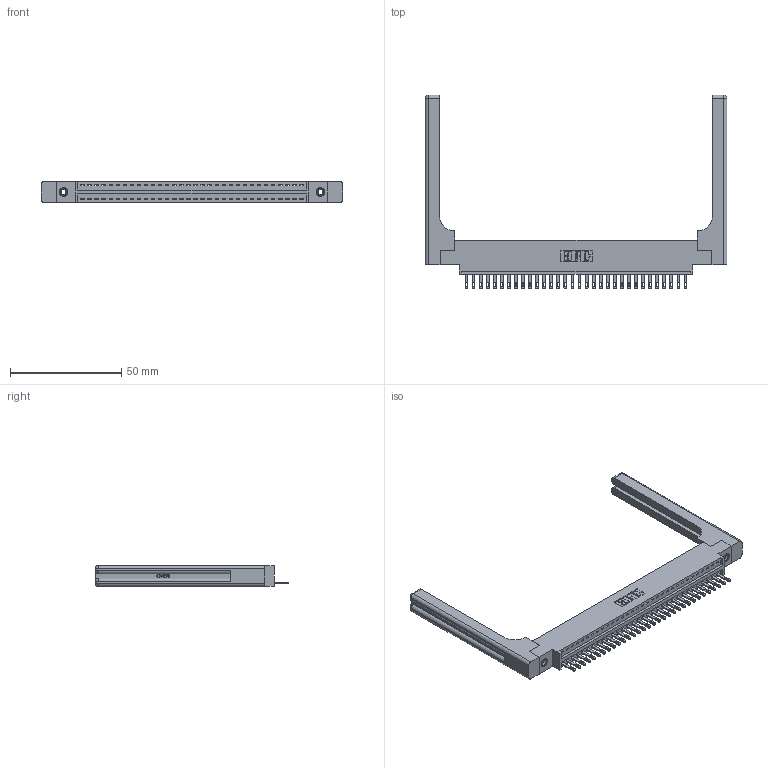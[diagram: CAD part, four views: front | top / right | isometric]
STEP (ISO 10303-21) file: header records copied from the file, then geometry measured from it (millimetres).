
FILE_DESCRIPTION (( 'STEP AP203' ), '1' );
FILE_NAME ('346-032-500-658.STEP', '2022-05-06T17:47:14', ( '' ), ( '' ), 'SwSTEP 2.0', 'SolidWorks 2020', '' );
FILE_SCHEMA (( 'CONFIG_CONTROL_DESIGN' ));
Length unit declared in the file: inch
Products named in the file (5): 346 Part_0.170 Offset - 0.156 Dia-TH; 345-292-001_345-293-100; 346-032-500-658; 346-220-058_345-220-058; 345-250-001_345-250-001-102
Assembly tree (37 placements, depth 2):
  346-032-500-658
    346 Part_0.170 Offset - 0.156 Dia-TH
    345-292-001_345-293-100  x32
    345-250-001_345-250-001-102  x2
    346-220-058_345-220-058  x2
Bounding box: 135.66 x 87.12 x 9.4 mm (x, y, z)
Volume: 20282.4 mm3; surface area: 21282.2 mm2
Topology: 37 solids, 37 shells, 2124 faces, 6419 edges, 4258 vertices
Faces by surface type: plane 1330, cylinder 734, bspline 36, cone 12, sphere 8, torus 4
Entity records: 26866 total; most frequent: CARTESIAN_POINT 5591, ORIENTED_EDGE 4352, DIRECTION 3876, EDGE_CURVE 2176, VECTOR 1820, LINE 1820, VERTEX_POINT 1442, AXIS2_PLACEMENT_3D 1028
